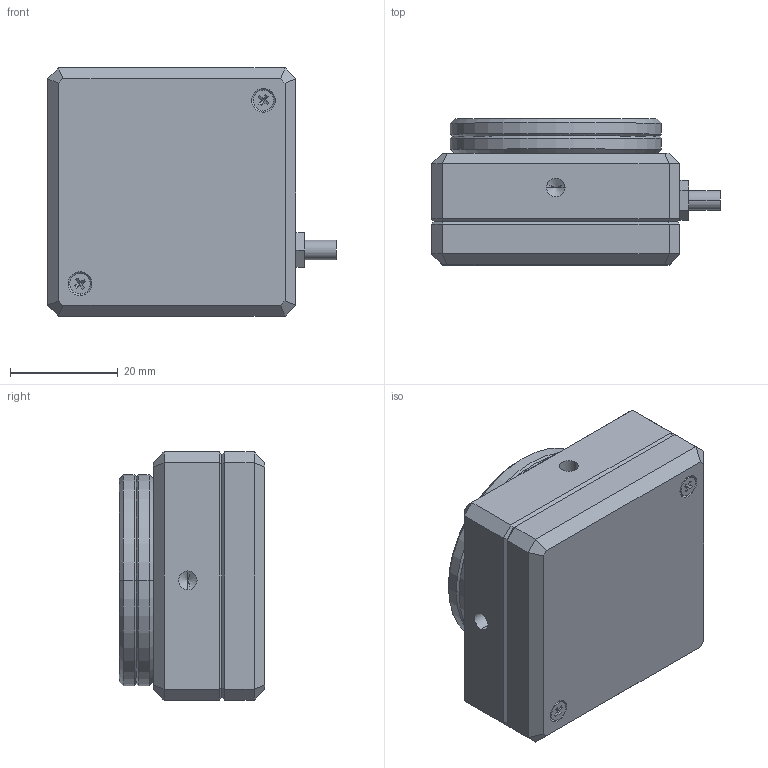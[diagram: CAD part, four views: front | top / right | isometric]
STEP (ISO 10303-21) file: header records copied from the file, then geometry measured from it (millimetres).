
FILE_DESCRIPTION (( 'STEP AP214' ), '1' );
FILE_NAME ('DataRay THz.STEP', '2019-04-30T15:56:03', ( '' ), ( '' ), 'SwSTEP 2.0', 'SolidWorks 2018', '' );
FILE_SCHEMA (( 'AUTOMOTIVE_DESIGN' ));
Length unit declared in the file: millimetre
Products named in the file (14): LCM Case Bottom v3; PCB DataRay LCM; Part2^PCB DataRay LCM; Part1^PCB DataRay LCM; DataRay Magnetic ND FilterV2; DataRay_LCM topv4; flat head screw_am_B18.6.7M - M2 x 0.4 x 3 Type I Cross Recessed FHMS --3N; DataRay THz; green led; smb port; ND filter assembly; MAG-ND flat head screw_am; ND glass; LCM-MV USB3110-30-A_revF
Assembly tree (18 placements, depth 3):
  DataRay THz
    LCM Case Bottom v3
    DataRay_LCM topv4
    ND filter assembly
      ND glass
      DataRay Magnetic ND FilterV2  x2
      MAG-ND flat head screw_am  x4
    flat head screw_am_B18.6.7M - M2 x 0.4 x 3 Type I Cross Recessed FHMS --3N  x2
    smb port
    green led
    PCB DataRay LCM
      LCM-MV USB3110-30-A_revF
      Part1^PCB DataRay LCM
      Part2^PCB DataRay LCM
Bounding box: 53.5 x 27.05 x 46 mm (x, y, z)
Volume: 35986.2 mm3; surface area: 25274.9 mm2
Topology: 16 solids, 16 shells, 1309 faces, 3460 edges, 2195 vertices
Faces by surface type: plane 834, cylinder 363, cone 95, sphere 11, torus 4, bspline 2
Entity records: 46900 total; most frequent: CARTESIAN_POINT 8418, ORIENTED_EDGE 6270, DIRECTION 5407, EDGE_CURVE 3135, LINE 2333, VECTOR 2333, VERTEX_POINT 2009, AXIS2_PLACEMENT_3D 1537
